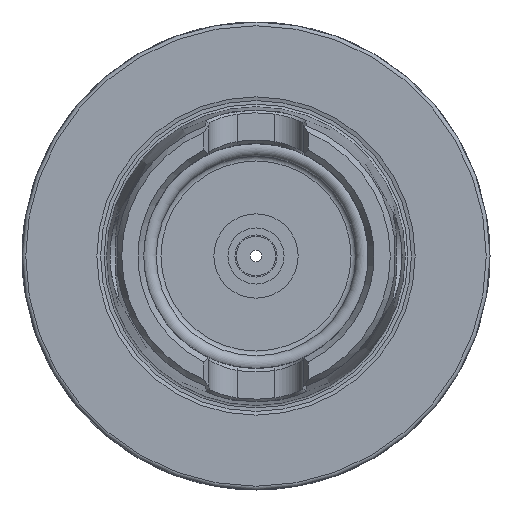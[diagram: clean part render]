
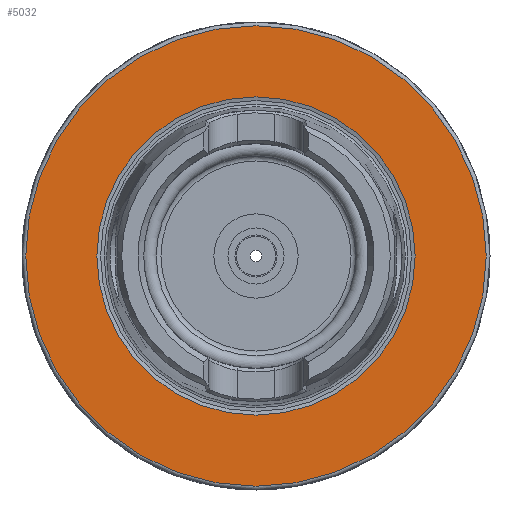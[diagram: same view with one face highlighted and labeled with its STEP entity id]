
A CAD part, left-side view. The second image highlights one B-rep face of the part: STEP entity #5032.
In plain terms, the highlighted planar face has unit normal (-1, 0, 0).
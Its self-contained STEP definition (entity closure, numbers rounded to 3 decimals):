
#4998=CARTESIAN_POINT('',(0.0,34.,0.0));
#4999=VERTEX_POINT('',#4998);
#5000=CARTESIAN_POINT('',(0.0,0.0,0.0));
#5001=DIRECTION('',(1.0,0.0,0.0));
#5002=DIRECTION('',(0.0,1.0,0.0));
#5003=AXIS2_PLACEMENT_3D('',#5000,#5001,#5002);
#5004=CIRCLE('',#5003,34.);
#5005=EDGE_CURVE('',#4999,#4999,#5004,.T.);
#5013=CARTESIAN_POINT('',(0.,41.6,0.0));
#5014=DIRECTION('',(-1.0,0.0,0.0));
#5015=DIRECTION('',(0.0,0.0,1.0));
#5016=AXIS2_PLACEMENT_3D('',#5013,#5014,#5015);
#5017=PLANE('',#5016);
#5018=CARTESIAN_POINT('',(0.,49.2,0.0));
#5019=VERTEX_POINT('',#5018);
#5020=CARTESIAN_POINT('',(0.,0.0,0.0));
#5021=DIRECTION('',(1.0,0.0,0.0));
#5022=DIRECTION('',(0.0,1.0,0.0));
#5023=AXIS2_PLACEMENT_3D('',#5020,#5021,#5022);
#5024=CIRCLE('',#5023,49.2);
#5025=EDGE_CURVE('',#5019,#5019,#5024,.T.);
#5026=ORIENTED_EDGE('',*,*,#5025,.F.);
#5027=EDGE_LOOP('',(#5026));
#5028=FACE_OUTER_BOUND('',#5027,.T.);
#5029=ORIENTED_EDGE('',*,*,#5005,.T.);
#5030=EDGE_LOOP('',(#5029));
#5031=FACE_BOUND('',#5030,.T.);
#5032=ADVANCED_FACE('',(#5028,#5031),#5017,.T.);
